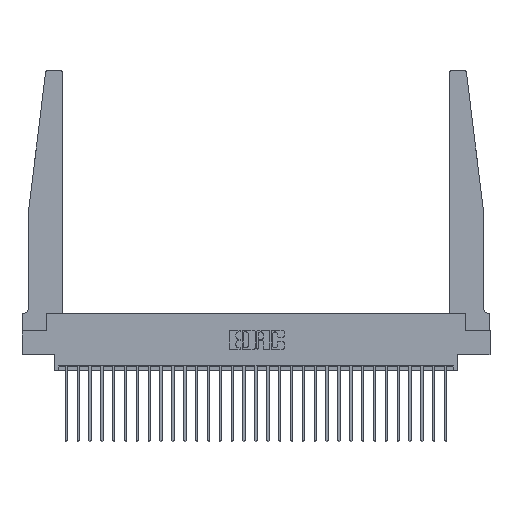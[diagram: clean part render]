
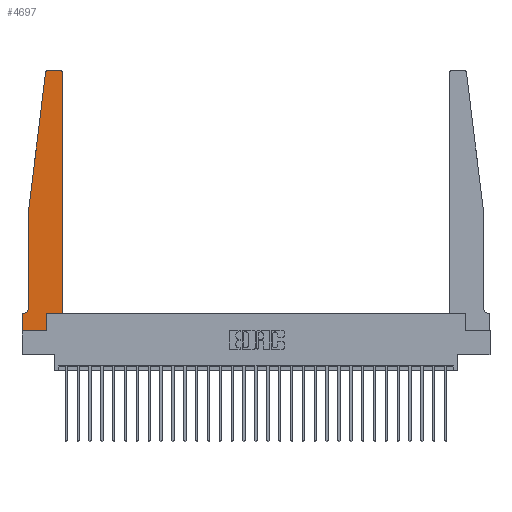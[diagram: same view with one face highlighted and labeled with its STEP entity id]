
A CAD part, top view. The second image highlights one B-rep face of the part: STEP entity #4697.
In plain terms, the highlighted planar face has unit normal (0, 0, 1).
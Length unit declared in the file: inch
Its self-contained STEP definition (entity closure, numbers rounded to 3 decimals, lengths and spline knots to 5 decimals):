
#1027 = LINE ( 'NONE', #26500, #9336 ) ;
#1127 = DIRECTION ( 'NONE',  ( 1., 0., 0. ) ) ;
#1273 = VECTOR ( 'NONE', #7095, 39.37008 ) ;
#1530 = CARTESIAN_POINT ( 'NONE',  ( 0., 0., 0.37 ) ) ;
#1562 = DIRECTION ( 'NONE',  ( 1., 0., 0. ) ) ;
#1874 = CARTESIAN_POINT ( 'NONE',  ( 0.27653, 2.72, 0.37 ) ) ;
#2121 = ORIENTED_EDGE ( 'NONE', *, *, #18815, .T. ) ;
#2303 = VERTEX_POINT ( 'NONE', #18379 ) ;
#2679 = FACE_OUTER_BOUND ( 'NONE', #7627, .T. ) ;
#2799 = VERTEX_POINT ( 'NONE', #12852 ) ;
#3006 = AXIS2_PLACEMENT_3D ( 'NONE', #21074, #7619, #1562 ) ;
#3029 = LINE ( 'NONE', #20821, #9988 ) ;
#3261 = ORIENTED_EDGE ( 'NONE', *, *, #18327, .T. ) ;
#3418 = EDGE_CURVE ( 'NONE', #2799, #11738, #23933, .T. ) ;
#3458 = EDGE_CURVE ( 'NONE', #21013, #20891, #15258, .T. ) ;
#3938 = ORIENTED_EDGE ( 'NONE', *, *, #3418, .T. ) ;
#4051 = VERTEX_POINT ( 'NONE', #16080 ) ;
#4330 = CARTESIAN_POINT ( 'NONE',  ( 0.015, 0.1875, 0.37 ) ) ;
#4334 = DIRECTION ( 'NONE',  ( -1., 0., 0. ) ) ;
#4697 = ADVANCED_FACE ( 'NONE', ( #2679 ), #22471, .T. ) ;
#4846 = VECTOR ( 'NONE', #1127, 39.37008 ) ;
#4864 = CARTESIAN_POINT ( 'NONE',  ( 0.425, 0.18, 0.37 ) ) ;
#4993 = DIRECTION ( 'NONE',  ( -1., 0., 0. ) ) ;
#5446 = DIRECTION ( 'NONE',  ( 0., -1., 0. ) ) ;
#5718 = CIRCLE ( 'NONE', #3006, 0.03 ) ;
#6660 = ORIENTED_EDGE ( 'NONE', *, *, #22546, .T. ) ;
#7007 = DIRECTION ( 'NONE',  ( 0., 1., 0. ) ) ;
#7095 = DIRECTION ( 'NONE',  ( -1., 0., 0. ) ) ;
#7250 = LINE ( 'NONE', #7386, #25244 ) ;
#7386 = CARTESIAN_POINT ( 'NONE',  ( 0.065, 1.25, 0.37 ) ) ;
#7619 = DIRECTION ( 'NONE',  ( 0., 0., 1. ) ) ;
#7627 = EDGE_LOOP ( 'NONE', ( #19789, #20305, #11409, #21264, #3938, #3261, #13343, #26471, #2121, #6660, #23299, #17778 ) ) ;
#7750 = CARTESIAN_POINT ( 'NONE',  ( 0.425, 2.72, 0.37 ) ) ;
#8529 = EDGE_CURVE ( 'NONE', #2303, #21013, #14874, .T. ) ;
#8601 = VERTEX_POINT ( 'NONE', #4864 ) ;
#9336 = VECTOR ( 'NONE', #7007, 39.37008 ) ;
#9585 = DIRECTION ( 'NONE',  ( 1., 0., 0. ) ) ;
#9843 = VECTOR ( 'NONE', #17817, 39.37008 ) ;
#9988 = VECTOR ( 'NONE', #9585, 39.37008 ) ;
#10551 = DIRECTION ( 'NONE',  ( 0., 0., 1. ) ) ;
#10684 = CARTESIAN_POINT ( 'NONE',  ( 0., 0.1875, 0.37 ) ) ;
#10844 = VERTEX_POINT ( 'NONE', #27646 ) ;
#11409 = ORIENTED_EDGE ( 'NONE', *, *, #3458, .T. ) ;
#11601 = VECTOR ( 'NONE', #4334, 39.37008 ) ;
#11660 = DIRECTION ( 'NONE',  ( 1., 0., 0. ) ) ;
#11662 = DIRECTION ( 'NONE',  ( 0., -1., 0. ) ) ;
#11738 = VERTEX_POINT ( 'NONE', #4330 ) ;
#11794 = VERTEX_POINT ( 'NONE', #18011 ) ;
#12852 = CARTESIAN_POINT ( 'NONE',  ( 0.065, 0.2375, 0.37 ) ) ;
#13092 = VERTEX_POINT ( 'NONE', #7750 ) ;
#13343 = ORIENTED_EDGE ( 'NONE', *, *, #13489, .T. ) ;
#13489 = EDGE_CURVE ( 'NONE', #16209, #10844, #22668, .T. ) ;
#14228 = LINE ( 'NONE', #1530, #4846 ) ;
#14874 = CIRCLE ( 'NONE', #16700, 0.03 ) ;
#15258 = LINE ( 'NONE', #24501, #9843 ) ;
#15400 = CARTESIAN_POINT ( 'NONE',  ( 0.015, 0.2375, 0.37 ) ) ;
#15679 = DIRECTION ( 'NONE',  ( 0., 0., -1. ) ) ;
#15925 = CARTESIAN_POINT ( 'NONE',  ( 0.25, 2.75, 0.37 ) ) ;
#16080 = CARTESIAN_POINT ( 'NONE',  ( 0.395, 2.75, 0.37 ) ) ;
#16209 = VERTEX_POINT ( 'NONE', #10684 ) ;
#16700 = AXIS2_PLACEMENT_3D ( 'NONE', #1874, #10551, #17127 ) ;
#16853 = EDGE_CURVE ( 'NONE', #20891, #2799, #7250, .T. ) ;
#17115 = AXIS2_PLACEMENT_3D ( 'NONE', #15400, #15679, #4993 ) ;
#17127 = DIRECTION ( 'NONE',  ( 1., 0., 0. ) ) ;
#17206 = VECTOR ( 'NONE', #26274, 39.37008 ) ;
#17594 = CARTESIAN_POINT ( 'NONE',  ( 0.065, 0.1875, 0.37 ) ) ;
#17778 = ORIENTED_EDGE ( 'NONE', *, *, #28104, .T. ) ;
#17817 = DIRECTION ( 'NONE',  ( -0.122, -0.992, 0. ) ) ;
#18011 = CARTESIAN_POINT ( 'NONE',  ( 0.2605, 0., 0.37 ) ) ;
#18327 = EDGE_CURVE ( 'NONE', #11738, #16209, #19591, .T. ) ;
#18379 = CARTESIAN_POINT ( 'NONE',  ( 0.27653, 2.75, 0.37 ) ) ;
#18815 = EDGE_CURVE ( 'NONE', #11794, #22537, #1027, .T. ) ;
#19110 = AXIS2_PLACEMENT_3D ( 'NONE', #24465, #22332, #11660 ) ;
#19591 = LINE ( 'NONE', #17594, #11601 ) ;
#19789 = ORIENTED_EDGE ( 'NONE', *, *, #22803, .T. ) ;
#20305 = ORIENTED_EDGE ( 'NONE', *, *, #8529, .T. ) ;
#20545 = CARTESIAN_POINT ( 'NONE',  ( 0., 0., 0.37 ) ) ;
#20585 = CARTESIAN_POINT ( 'NONE',  ( 0.24675, 2.72367, 0.37 ) ) ;
#20821 = CARTESIAN_POINT ( 'NONE',  ( 0.425, 0.18, 0.37 ) ) ;
#20891 = VERTEX_POINT ( 'NONE', #26023 ) ;
#21013 = VERTEX_POINT ( 'NONE', #20585 ) ;
#21074 = CARTESIAN_POINT ( 'NONE',  ( 0.395, 2.72, 0.37 ) ) ;
#21264 = ORIENTED_EDGE ( 'NONE', *, *, #16853, .T. ) ;
#21859 = CARTESIAN_POINT ( 'NONE',  ( 0.425, 0.18, 0.37 ) ) ;
#21918 = EDGE_CURVE ( 'NONE', #8601, #13092, #22153, .T. ) ;
#22153 = LINE ( 'NONE', #21859, #17206 ) ;
#22332 = DIRECTION ( 'NONE',  ( 0., 0., 1. ) ) ;
#22471 = PLANE ( 'NONE',  #19110 ) ;
#22537 = VERTEX_POINT ( 'NONE', #24098 ) ;
#22546 = EDGE_CURVE ( 'NONE', #22537, #8601, #3029, .T. ) ;
#22668 = LINE ( 'NONE', #20545, #25106 ) ;
#22803 = EDGE_CURVE ( 'NONE', #4051, #2303, #26582, .T. ) ;
#23299 = ORIENTED_EDGE ( 'NONE', *, *, #21918, .T. ) ;
#23933 = CIRCLE ( 'NONE', #17115, 0.05 ) ;
#24098 = CARTESIAN_POINT ( 'NONE',  ( 0.2605, 0.18, 0.37 ) ) ;
#24465 = CARTESIAN_POINT ( 'NONE',  ( 0., 0.1875, 0.37 ) ) ;
#24501 = CARTESIAN_POINT ( 'NONE',  ( 0.065, 1.25, 0.37 ) ) ;
#25106 = VECTOR ( 'NONE', #5446, 39.37008 ) ;
#25244 = VECTOR ( 'NONE', #11662, 39.37008 ) ;
#26023 = CARTESIAN_POINT ( 'NONE',  ( 0.065, 1.25, 0.37 ) ) ;
#26274 = DIRECTION ( 'NONE',  ( 0., 1., 0. ) ) ;
#26471 = ORIENTED_EDGE ( 'NONE', *, *, #27200, .T. ) ;
#26500 = CARTESIAN_POINT ( 'NONE',  ( 0.2605, 0.18, 0.37 ) ) ;
#26582 = LINE ( 'NONE', #15925, #1273 ) ;
#27200 = EDGE_CURVE ( 'NONE', #10844, #11794, #14228, .T. ) ;
#27646 = CARTESIAN_POINT ( 'NONE',  ( 0., 0., 0.37 ) ) ;
#28104 = EDGE_CURVE ( 'NONE', #13092, #4051, #5718, .T. ) ;
